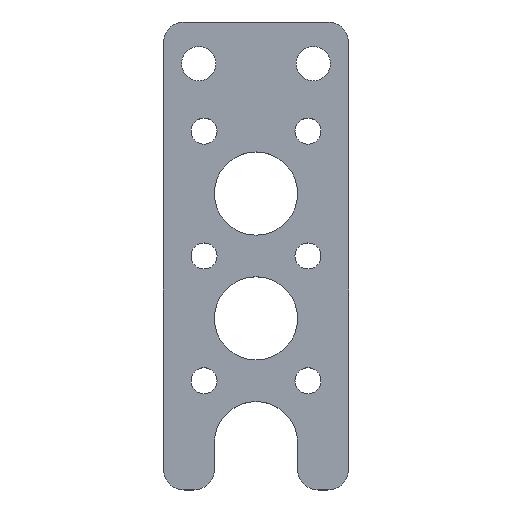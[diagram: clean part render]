
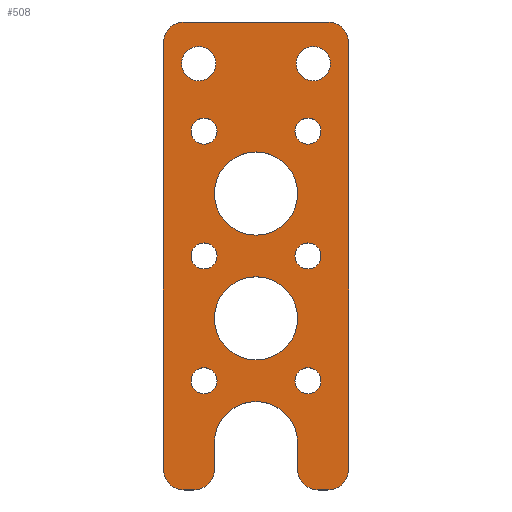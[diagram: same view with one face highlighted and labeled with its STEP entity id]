
A CAD part, top view. The second image highlights one B-rep face of the part: STEP entity #508.
In plain terms, the highlighted planar face has unit normal (0, 0, 1).
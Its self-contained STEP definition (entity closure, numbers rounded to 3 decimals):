
#15=FACE_BOUND('',#72,.T.);
#16=FACE_BOUND('',#73,.T.);
#17=FACE_BOUND('',#74,.T.);
#18=FACE_BOUND('',#75,.T.);
#19=FACE_BOUND('',#76,.T.);
#20=FACE_BOUND('',#77,.T.);
#21=FACE_BOUND('',#78,.T.);
#22=FACE_BOUND('',#79,.T.);
#23=FACE_BOUND('',#80,.T.);
#24=FACE_BOUND('',#81,.T.);
#35=PLANE('',#550);
#45=FACE_OUTER_BOUND('',#71,.T.);
#71=EDGE_LOOP('',(#350,#351,#352,#353,#354,#355,#356,#357,#358,#359,#360,
#361,#362,#363));
#72=EDGE_LOOP('',(#364));
#73=EDGE_LOOP('',(#365));
#74=EDGE_LOOP('',(#366));
#75=EDGE_LOOP('',(#367));
#76=EDGE_LOOP('',(#368));
#77=EDGE_LOOP('',(#369));
#78=EDGE_LOOP('',(#370));
#79=EDGE_LOOP('',(#371));
#80=EDGE_LOOP('',(#372));
#81=EDGE_LOOP('',(#373));
#118=LINE('',#779,#156);
#119=LINE('',#783,#157);
#120=LINE('',#787,#158);
#121=LINE('',#791,#159);
#122=LINE('',#795,#160);
#123=LINE('',#799,#161);
#124=LINE('',#802,#162);
#156=VECTOR('',#619,10.);
#157=VECTOR('',#622,10.);
#158=VECTOR('',#625,10.);
#159=VECTOR('',#628,10.);
#160=VECTOR('',#631,10.);
#161=VECTOR('',#634,10.);
#162=VECTOR('',#637,10.);
#193=CIRCLE('',#549,2.);
#194=CIRCLE('',#551,2.);
#195=CIRCLE('',#552,2.);
#196=CIRCLE('',#553,2.);
#197=CIRCLE('',#554,4.);
#198=CIRCLE('',#555,2.);
#199=CIRCLE('',#556,2.);
#200=CIRCLE('',#557,4.);
#201=CIRCLE('',#558,1.25);
#202=CIRCLE('',#559,1.25);
#203=CIRCLE('',#560,1.25);
#204=CIRCLE('',#561,1.25);
#205=CIRCLE('',#562,1.25);
#206=CIRCLE('',#563,1.65);
#207=CIRCLE('',#564,1.65);
#208=CIRCLE('',#565,1.25);
#209=CIRCLE('',#566,4.);
#228=VERTEX_POINT('',#772);
#229=VERTEX_POINT('',#774);
#230=VERTEX_POINT('',#778);
#231=VERTEX_POINT('',#780);
#232=VERTEX_POINT('',#782);
#233=VERTEX_POINT('',#784);
#234=VERTEX_POINT('',#786);
#235=VERTEX_POINT('',#788);
#236=VERTEX_POINT('',#790);
#237=VERTEX_POINT('',#792);
#238=VERTEX_POINT('',#794);
#239=VERTEX_POINT('',#796);
#240=VERTEX_POINT('',#798);
#241=VERTEX_POINT('',#800);
#242=VERTEX_POINT('',#803);
#243=VERTEX_POINT('',#805);
#244=VERTEX_POINT('',#807);
#245=VERTEX_POINT('',#809);
#246=VERTEX_POINT('',#811);
#247=VERTEX_POINT('',#813);
#248=VERTEX_POINT('',#815);
#249=VERTEX_POINT('',#817);
#250=VERTEX_POINT('',#819);
#251=VERTEX_POINT('',#821);
#276=EDGE_CURVE('',#228,#229,#193,.T.);
#278=EDGE_CURVE('',#228,#230,#118,.T.);
#279=EDGE_CURVE('',#231,#230,#194,.T.);
#280=EDGE_CURVE('',#231,#232,#119,.T.);
#281=EDGE_CURVE('',#233,#232,#195,.T.);
#282=EDGE_CURVE('',#233,#234,#120,.T.);
#283=EDGE_CURVE('',#235,#234,#196,.T.);
#284=EDGE_CURVE('',#235,#236,#121,.T.);
#285=EDGE_CURVE('',#236,#237,#197,.T.);
#286=EDGE_CURVE('',#238,#237,#122,.T.);
#287=EDGE_CURVE('',#239,#238,#198,.T.);
#288=EDGE_CURVE('',#239,#240,#123,.T.);
#289=EDGE_CURVE('',#241,#240,#199,.T.);
#290=EDGE_CURVE('',#241,#229,#124,.T.);
#291=EDGE_CURVE('',#242,#242,#200,.T.);
#292=EDGE_CURVE('',#243,#243,#201,.T.);
#293=EDGE_CURVE('',#244,#244,#202,.T.);
#294=EDGE_CURVE('',#245,#245,#203,.T.);
#295=EDGE_CURVE('',#246,#246,#204,.T.);
#296=EDGE_CURVE('',#247,#247,#205,.T.);
#297=EDGE_CURVE('',#248,#248,#206,.T.);
#298=EDGE_CURVE('',#249,#249,#207,.T.);
#299=EDGE_CURVE('',#250,#250,#208,.T.);
#300=EDGE_CURVE('',#251,#251,#209,.T.);
#350=ORIENTED_EDGE('',*,*,#276,.F.);
#351=ORIENTED_EDGE('',*,*,#278,.T.);
#352=ORIENTED_EDGE('',*,*,#279,.F.);
#353=ORIENTED_EDGE('',*,*,#280,.T.);
#354=ORIENTED_EDGE('',*,*,#281,.F.);
#355=ORIENTED_EDGE('',*,*,#282,.T.);
#356=ORIENTED_EDGE('',*,*,#283,.F.);
#357=ORIENTED_EDGE('',*,*,#284,.T.);
#358=ORIENTED_EDGE('',*,*,#285,.T.);
#359=ORIENTED_EDGE('',*,*,#286,.F.);
#360=ORIENTED_EDGE('',*,*,#287,.F.);
#361=ORIENTED_EDGE('',*,*,#288,.T.);
#362=ORIENTED_EDGE('',*,*,#289,.F.);
#363=ORIENTED_EDGE('',*,*,#290,.T.);
#364=ORIENTED_EDGE('',*,*,#291,.F.);
#365=ORIENTED_EDGE('',*,*,#292,.F.);
#366=ORIENTED_EDGE('',*,*,#293,.F.);
#367=ORIENTED_EDGE('',*,*,#294,.F.);
#368=ORIENTED_EDGE('',*,*,#295,.F.);
#369=ORIENTED_EDGE('',*,*,#296,.F.);
#370=ORIENTED_EDGE('',*,*,#297,.F.);
#371=ORIENTED_EDGE('',*,*,#298,.F.);
#372=ORIENTED_EDGE('',*,*,#299,.F.);
#373=ORIENTED_EDGE('',*,*,#300,.F.);
#508=ADVANCED_FACE('',(#45,#15,#16,#17,#18,#19,#20,#21,#22,#23,#24),#35,
 .F.);
#549=AXIS2_PLACEMENT_3D('',#775,#614,#615);
#550=AXIS2_PLACEMENT_3D('',#777,#617,#618);
#551=AXIS2_PLACEMENT_3D('',#781,#620,#621);
#552=AXIS2_PLACEMENT_3D('',#785,#623,#624);
#553=AXIS2_PLACEMENT_3D('',#789,#626,#627);
#554=AXIS2_PLACEMENT_3D('',#793,#629,#630);
#555=AXIS2_PLACEMENT_3D('',#797,#632,#633);
#556=AXIS2_PLACEMENT_3D('',#801,#635,#636);
#557=AXIS2_PLACEMENT_3D('',#804,#638,#639);
#558=AXIS2_PLACEMENT_3D('',#806,#640,#641);
#559=AXIS2_PLACEMENT_3D('',#808,#642,#643);
#560=AXIS2_PLACEMENT_3D('',#810,#644,#645);
#561=AXIS2_PLACEMENT_3D('',#812,#646,#647);
#562=AXIS2_PLACEMENT_3D('',#814,#648,#649);
#563=AXIS2_PLACEMENT_3D('',#816,#650,#651);
#564=AXIS2_PLACEMENT_3D('',#818,#652,#653);
#565=AXIS2_PLACEMENT_3D('',#820,#654,#655);
#566=AXIS2_PLACEMENT_3D('',#822,#656,#657);
#614=DIRECTION('center_axis',(0.,0.,-1.));
#615=DIRECTION('ref_axis',(0.707,0.707,0.));
#617=DIRECTION('center_axis',(0.,0.,-1.));
#618=DIRECTION('ref_axis',(1.,0.,0.));
#619=DIRECTION('',(-1.,0.,0.));
#620=DIRECTION('center_axis',(0.,0.,-1.));
#621=DIRECTION('ref_axis',(-0.707,0.707,0.));
#622=DIRECTION('',(0.,-1.,0.));
#623=DIRECTION('center_axis',(0.,0.,-1.));
#624=DIRECTION('ref_axis',(-0.707,-0.707,0.));
#625=DIRECTION('',(1.,0.,0.));
#626=DIRECTION('center_axis',(0.,0.,-1.));
#627=DIRECTION('ref_axis',(0.707,-0.707,0.));
#628=DIRECTION('',(0.,1.,0.));
#629=DIRECTION('center_axis',(0.,0.,-1.));
#630=DIRECTION('ref_axis',(1.,0.,0.));
#631=DIRECTION('',(0.,1.,0.));
#632=DIRECTION('center_axis',(0.,0.,-1.));
#633=DIRECTION('ref_axis',(-0.707,-0.707,0.));
#634=DIRECTION('',(1.,0.,0.));
#635=DIRECTION('center_axis',(0.,0.,-1.));
#636=DIRECTION('ref_axis',(0.707,-0.707,0.));
#637=DIRECTION('',(0.,1.,0.));
#638=DIRECTION('center_axis',(0.,0.,1.));
#639=DIRECTION('ref_axis',(1.,0.,0.));
#640=DIRECTION('center_axis',(0.,0.,1.));
#641=DIRECTION('ref_axis',(1.,0.,0.));
#642=DIRECTION('center_axis',(0.,0.,1.));
#643=DIRECTION('ref_axis',(1.,0.,0.));
#644=DIRECTION('center_axis',(0.,0.,1.));
#645=DIRECTION('ref_axis',(1.,0.,0.));
#646=DIRECTION('center_axis',(0.,0.,1.));
#647=DIRECTION('ref_axis',(1.,0.,0.));
#648=DIRECTION('center_axis',(0.,0.,1.));
#649=DIRECTION('ref_axis',(1.,0.,0.));
#650=DIRECTION('center_axis',(0.,0.,1.));
#651=DIRECTION('ref_axis',(1.,0.,0.));
#652=DIRECTION('center_axis',(0.,0.,1.));
#653=DIRECTION('ref_axis',(1.,0.,0.));
#654=DIRECTION('center_axis',(0.,0.,1.));
#655=DIRECTION('ref_axis',(1.,0.,0.));
#656=DIRECTION('center_axis',(0.,0.,1.));
#657=DIRECTION('ref_axis',(1.,0.,0.));
#772=CARTESIAN_POINT('',(189.9,185.,-76.75));
#774=CARTESIAN_POINT('',(191.9,183.,-76.75));
#775=CARTESIAN_POINT('Origin',(189.9,183.,-76.75));
#777=CARTESIAN_POINT('Origin',(183.,162.5,-76.75));
#778=CARTESIAN_POINT('',(176.1,185.,-76.75));
#779=CARTESIAN_POINT('',(191.9,185.,-76.75));
#780=CARTESIAN_POINT('',(174.1,183.,-76.75));
#781=CARTESIAN_POINT('Origin',(176.1,183.,-76.75));
#782=CARTESIAN_POINT('',(174.1,142.,-76.75));
#783=CARTESIAN_POINT('',(174.1,185.,-76.75));
#784=CARTESIAN_POINT('',(176.1,140.,-76.75));
#785=CARTESIAN_POINT('Origin',(176.1,142.,-76.75));
#786=CARTESIAN_POINT('',(177.,140.,-76.75));
#787=CARTESIAN_POINT('',(174.1,140.,-76.75));
#788=CARTESIAN_POINT('',(179.,142.,-76.75));
#789=CARTESIAN_POINT('Origin',(177.,142.,-76.75));
#790=CARTESIAN_POINT('',(179.,144.5,-76.75));
#791=CARTESIAN_POINT('',(179.,140.,-76.75));
#792=CARTESIAN_POINT('',(187.,144.5,-76.75));
#793=CARTESIAN_POINT('Origin',(183.,144.5,-76.75));
#794=CARTESIAN_POINT('',(187.,142.,-76.75));
#795=CARTESIAN_POINT('',(187.,140.,-76.75));
#796=CARTESIAN_POINT('',(189.,140.,-76.75));
#797=CARTESIAN_POINT('Origin',(189.,142.,-76.75));
#798=CARTESIAN_POINT('',(189.9,140.,-76.75));
#799=CARTESIAN_POINT('',(174.1,140.,-76.75));
#800=CARTESIAN_POINT('',(191.9,142.,-76.75));
#801=CARTESIAN_POINT('Origin',(189.9,142.,-76.75));
#802=CARTESIAN_POINT('',(191.9,140.,-76.75));
#803=CARTESIAN_POINT('',(179.,168.5,-76.75));
#804=CARTESIAN_POINT('Origin',(183.,168.5,-76.75));
#805=CARTESIAN_POINT('',(176.75,150.5,-76.75));
#806=CARTESIAN_POINT('Origin',(178.,150.5,-76.75));
#807=CARTESIAN_POINT('',(176.75,162.5,-76.75));
#808=CARTESIAN_POINT('Origin',(178.,162.5,-76.75));
#809=CARTESIAN_POINT('',(186.75,162.5,-76.75));
#810=CARTESIAN_POINT('Origin',(188.,162.5,-76.75));
#811=CARTESIAN_POINT('',(176.75,174.5,-76.75));
#812=CARTESIAN_POINT('Origin',(178.,174.5,-76.75));
#813=CARTESIAN_POINT('',(186.75,174.5,-76.75));
#814=CARTESIAN_POINT('Origin',(188.,174.5,-76.75));
#815=CARTESIAN_POINT('',(175.85,181.,-76.75));
#816=CARTESIAN_POINT('Origin',(177.5,181.,-76.75));
#817=CARTESIAN_POINT('',(186.85,181.,-76.75));
#818=CARTESIAN_POINT('Origin',(188.5,181.,-76.75));
#819=CARTESIAN_POINT('',(186.75,150.5,-76.75));
#820=CARTESIAN_POINT('Origin',(188.,150.5,-76.75));
#821=CARTESIAN_POINT('',(179.,156.5,-76.75));
#822=CARTESIAN_POINT('Origin',(183.,156.5,-76.75));
